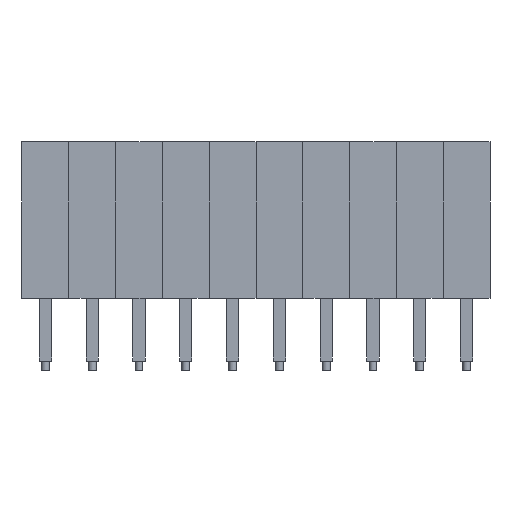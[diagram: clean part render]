
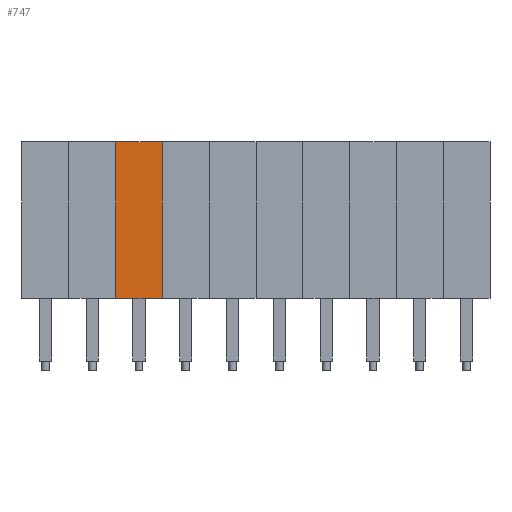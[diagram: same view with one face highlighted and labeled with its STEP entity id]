
A CAD part, front view. The second image highlights one B-rep face of the part: STEP entity #747.
In plain terms, the highlighted planar face has unit normal (0, -1, 0).
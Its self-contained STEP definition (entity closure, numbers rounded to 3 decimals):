
#747=ADVANCED_FACE('',(#964),#966,.T.);
#964=FACE_BOUND('',#965,.T.);
#965=EDGE_LOOP('',(#1121,#1122,#1123,#1124));
#966=PLANE('',#967);
#967=AXIS2_PLACEMENT_3D('',#968,#969,#970);
#968=CARTESIAN_POINT('',(0.,0.,0.));
#969=DIRECTION('',(0.,-1.,0.));
#970=DIRECTION('',(1.,0.,0.));
#1121=ORIENTED_EDGE('',*,*,#1210,.T.);
#1122=ORIENTED_EDGE('',*,*,#1191,.T.);
#1123=ORIENTED_EDGE('',*,*,#1205,.F.);
#1124=ORIENTED_EDGE('',*,*,#1198,.F.);
#1191=EDGE_CURVE('',#1273,#1271,#1274,.T.);
#1198=EDGE_CURVE('',#1283,#1285,#1286,.T.);
#1205=EDGE_CURVE('',#1285,#1271,#1295,.T.);
#1210=EDGE_CURVE('',#1283,#1273,#1304,.T.);
#1271=VERTEX_POINT('',#1427);
#1273=VERTEX_POINT('',#1431);
#1274=LINE('',#1432,#1433);
#1283=VERTEX_POINT('',#1453);
#1285=VERTEX_POINT('',#1457);
#1286=LINE('',#1458,#1459);
#1295=LINE('',#1481,#1482);
#1304=LINE('',#1500,#1501);
#1427=CARTESIAN_POINT('',(2.54,0.,8.5));
#1431=CARTESIAN_POINT('',(2.54,0.,0.));
#1432=CARTESIAN_POINT('',(2.54,0.,0.));
#1433=VECTOR('',#1434,1.);
#1434=DIRECTION('',(0.,0.,1.));
#1453=CARTESIAN_POINT('',(0.,0.,0.));
#1457=CARTESIAN_POINT('',(0.,0.,8.5));
#1458=CARTESIAN_POINT('',(0.,0.,0.));
#1459=VECTOR('',#1460,1.);
#1460=DIRECTION('',(0.,0.,1.));
#1481=CARTESIAN_POINT('',(0.,0.,8.5));
#1482=VECTOR('',#1483,1.);
#1483=DIRECTION('',(1.,0.,0.));
#1500=CARTESIAN_POINT('',(0.,0.,0.));
#1501=VECTOR('',#1502,1.);
#1502=DIRECTION('',(1.,0.,0.));
